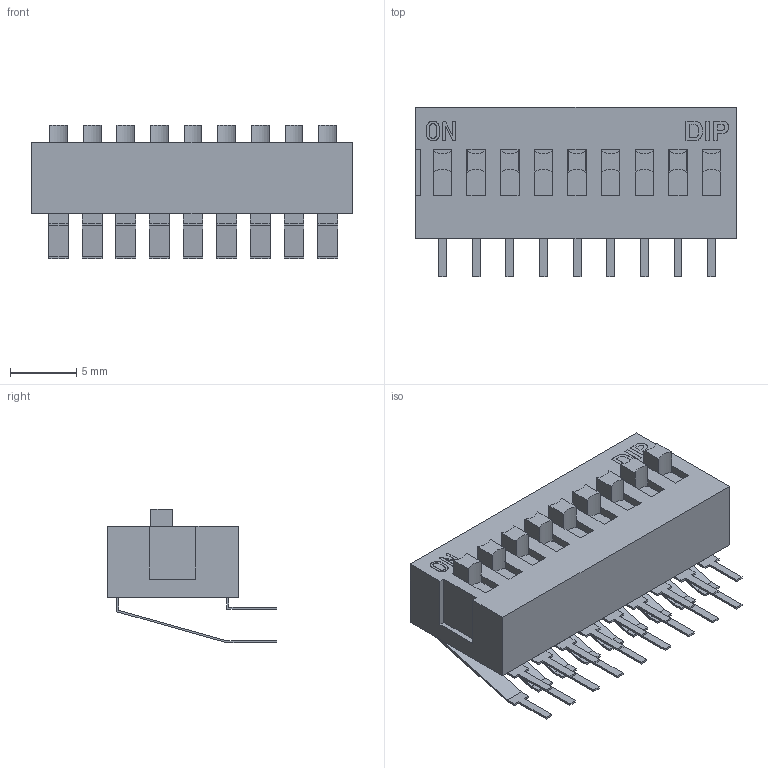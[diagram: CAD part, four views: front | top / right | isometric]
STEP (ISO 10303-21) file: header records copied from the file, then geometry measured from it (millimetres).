
FILE_DESCRIPTION (( 'STEP AP214' ), '1' );
FILE_NAME ('User Library-DIPSWITCH_DA9.STEP', '2010-07-18T05:06:14', ( 'sysAdmin' ), ( 'SolidWorks' ), 'SwSTEP 2.0', 'SolidWorks 2010', '' );
FILE_SCHEMA (( 'AUTOMOTIVE_DESIGN' ));
Length unit declared in the file: millimetre
Products named in the file (1): User Library-DIPSWITCH_DA9
Bounding box: 24.22 x 12.8 x 10.12 mm (x, y, z)
Volume: 1302 mm3; surface area: 1456 mm2
Topology: 1 solids, 1 shells, 390 faces, 1029 edges, 686 vertices
Faces by surface type: plane 339, bspline 33, cylinder 18
Entity records: 17352 total; most frequent: CARTESIAN_POINT 4713, ORIENTED_EDGE 2058, DIRECTION 1715, EDGE_CURVE 1029, VECTOR 927, LINE 927, VERTEX_POINT 686, EDGE_LOOP 435
